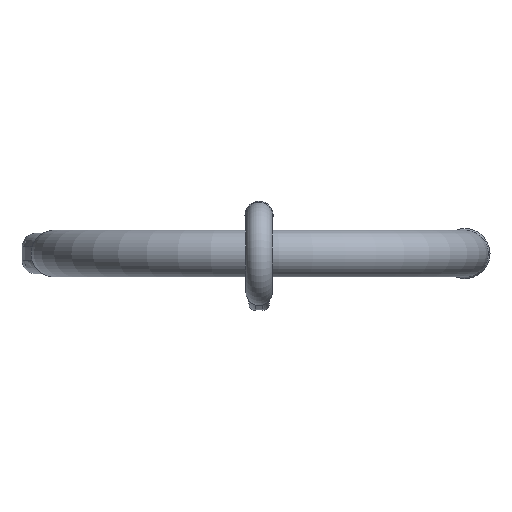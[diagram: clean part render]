
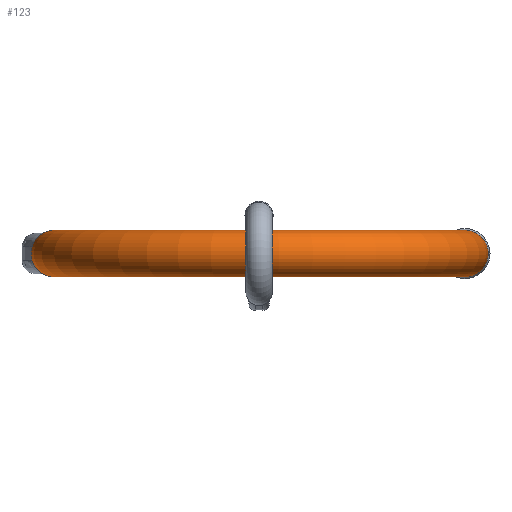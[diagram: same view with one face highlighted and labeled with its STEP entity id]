
A CAD part, front view. The second image highlights one B-rep face of the part: STEP entity #123.
In plain terms, the highlighted toroidal (fillet/blend) face has major radius 101.5 mm and minor radius 11.5 mm.
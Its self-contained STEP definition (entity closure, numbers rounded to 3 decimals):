
#108=TOROIDAL_SURFACE('',#1088,101.5,11.5);
#123=ADVANCED_FACE('',(#355,#356),#108,.T.);
#355=FACE_BOUND('',#383,.T.);
#356=FACE_BOUND('',#384,.T.);
#383=EDGE_LOOP('',(#476));
#384=EDGE_LOOP('',(#477));
#476=ORIENTED_EDGE('',*,*,#869,.T.);
#477=ORIENTED_EDGE('',*,*,#888,.F.);
#759=VERTEX_POINT('',#1464);
#778=VERTEX_POINT('',#1601);
#869=EDGE_CURVE('',#759,#759,#1023,.T.);
#888=EDGE_CURVE('',#778,#778,#1024,.T.);
#1023=CIRCLE('',#1074,11.5);
#1024=CIRCLE('',#1080,11.5);
#1074=AXIS2_PLACEMENT_3D('',#1463,#1194,#1195);
#1080=AXIS2_PLACEMENT_3D('',#1600,#1210,#1211);
#1088=AXIS2_PLACEMENT_3D('',#1613,#1226,#1227);
#1194=DIRECTION('',(0.,-1.,0.));
#1195=DIRECTION('',(1.,0.,0.));
#1210=DIRECTION('',(0.,1.,0.));
#1211=DIRECTION('',(-1.,0.,0.));
#1226=DIRECTION('',(0.,0.,1.));
#1227=DIRECTION('',(1.,0.,0.));
#1463=CARTESIAN_POINT('',(-101.5,-80.,0.));
#1464=CARTESIAN_POINT('',(-90.,-80.,0.));
#1600=CARTESIAN_POINT('',(101.5,-80.,0.));
#1601=CARTESIAN_POINT('',(90.,-80.,0.));
#1613=CARTESIAN_POINT('',(0.,-80.,0.));
